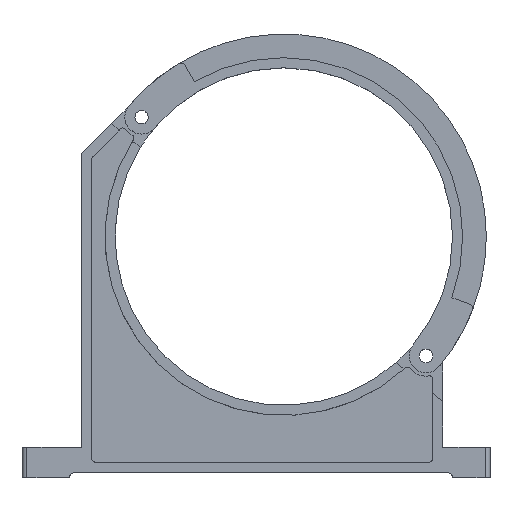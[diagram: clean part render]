
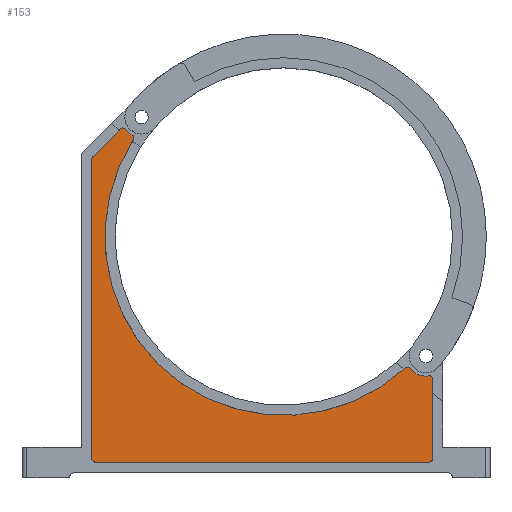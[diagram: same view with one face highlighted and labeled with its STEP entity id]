
A CAD part, top view. The second image highlights one B-rep face of the part: STEP entity #153.
In plain terms, the highlighted planar face has unit normal (0, 0, 1).
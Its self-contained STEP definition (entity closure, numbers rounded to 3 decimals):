
#153 = ADVANCED_FACE( '', ( #393 ), #394, .T. );
#393 = FACE_OUTER_BOUND( '', #727, .T. );
#394 = PLANE( '', #728 );
#727 = EDGE_LOOP( '', ( #1115, #1116, #1117, #1118, #1119, #1120, #1121, #1122, #1123, #1124, #1125, #1126, #1127, #1128 ) );
#728 = AXIS2_PLACEMENT_3D( '', #1129, #1130, #1131 );
#1115 = ORIENTED_EDGE( '', *, *, #2086, .T. );
#1116 = ORIENTED_EDGE( '', *, *, #2087, .T. );
#1117 = ORIENTED_EDGE( '', *, *, #2088, .T. );
#1118 = ORIENTED_EDGE( '', *, *, #2089, .T. );
#1119 = ORIENTED_EDGE( '', *, *, #2090, .T. );
#1120 = ORIENTED_EDGE( '', *, *, #2091, .T. );
#1121 = ORIENTED_EDGE( '', *, *, #2092, .T. );
#1122 = ORIENTED_EDGE( '', *, *, #2093, .F. );
#1123 = ORIENTED_EDGE( '', *, *, #2043, .T. );
#1124 = ORIENTED_EDGE( '', *, *, #2094, .F. );
#1125 = ORIENTED_EDGE( '', *, *, #2095, .T. );
#1126 = ORIENTED_EDGE( '', *, *, #2096, .F. );
#1127 = ORIENTED_EDGE( '', *, *, #2070, .T. );
#1128 = ORIENTED_EDGE( '', *, *, #2097, .T. );
#1129 = CARTESIAN_POINT( '', ( -155.475, 63.748, 4. ) );
#1130 = DIRECTION( '', ( 0., 0., 1. ) );
#1131 = DIRECTION( '', ( 1., 0., 0. ) );
#2043 = EDGE_CURVE( '', #2456, #2454, #2457, .T. );
#2070 = EDGE_CURVE( '', #2503, #2501, #2504, .T. );
#2086 = EDGE_CURVE( '', #2530, #2531, #2532, .T. );
#2087 = EDGE_CURVE( '', #2531, #2533, #2534, .T. );
#2088 = EDGE_CURVE( '', #2533, #2535, #2536, .T. );
#2089 = EDGE_CURVE( '', #2535, #2537, #2538, .T. );
#2090 = EDGE_CURVE( '', #2537, #2539, #2540, .T. );
#2091 = EDGE_CURVE( '', #2539, #2541, #2542, .T. );
#2092 = EDGE_CURVE( '', #2541, #2543, #2544, .T. );
#2093 = EDGE_CURVE( '', #2456, #2543, #2545, .T. );
#2094 = EDGE_CURVE( '', #2546, #2454, #2547, .T. );
#2095 = EDGE_CURVE( '', #2546, #2548, #2549, .T. );
#2096 = EDGE_CURVE( '', #2503, #2548, #2550, .T. );
#2097 = EDGE_CURVE( '', #2501, #2530, #2551, .T. );
#2454 = VERTEX_POINT( '', #3055 );
#2456 = VERTEX_POINT( '', #3058 );
#2457 = CIRCLE( '', #3059, 2.667 );
#2501 = VERTEX_POINT( '', #3115 );
#2503 = VERTEX_POINT( '', #3118 );
#2504 = CIRCLE( '', #3119, 2.667 );
#2530 = VERTEX_POINT( '', #3153 );
#2531 = VERTEX_POINT( '', #3154 );
#2532 = CIRCLE( '', #3155, 4. );
#2533 = VERTEX_POINT( '', #3156 );
#2534 = LINE( '', #3157, #3158 );
#2535 = VERTEX_POINT( '', #3159 );
#2536 = CIRCLE( '', #3160, 4. );
#2537 = VERTEX_POINT( '', #3161 );
#2538 = LINE( '', #3162, #3163 );
#2539 = VERTEX_POINT( '', #3164 );
#2540 = CIRCLE( '', #3165, 4. );
#2541 = VERTEX_POINT( '', #3166 );
#2542 = LINE( '', #3167, #3168 );
#2543 = VERTEX_POINT( '', #3169 );
#2544 = CIRCLE( '', #3170, 2.667 );
#2545 = CIRCLE( '', #3171, 16.8 );
#2546 = VERTEX_POINT( '', #3172 );
#2547 = CIRCLE( '', #3173, 148.4 );
#2548 = VERTEX_POINT( '', #3174 );
#2549 = CIRCLE( '', #3175, 2.667 );
#2550 = CIRCLE( '', #3176, 16.8 );
#2551 = LINE( '', #3177, #3178 );
#3055 = CARTESIAN_POINT( '', ( 100.765, -108.945, 4. ) );
#3058 = CARTESIAN_POINT( '', ( 104.684, -109.271, 4. ) );
#3059 = AXIS2_PLACEMENT_3D( '', #3808, #3809, #3810 );
#3115 = CARTESIAN_POINT( '', ( -135.538, 89.341, 4. ) );
#3118 = CARTESIAN_POINT( '', ( -131.505, 89.036, 4. ) );
#3119 = AXIS2_PLACEMENT_3D( '', #3845, #3846, #3847 );
#3153 = CARTESIAN_POINT( '', ( -158.303, 66.576, 4. ) );
#3154 = CARTESIAN_POINT( '', ( -159.475, 63.748, 4. ) );
#3155 = AXIS2_PLACEMENT_3D( '', #3868, #3869, #3870 );
#3156 = CARTESIAN_POINT( '', ( -159.475, -183.6, 4. ) );
#3157 = CARTESIAN_POINT( '', ( -159.475, 63.748, 4. ) );
#3158 = VECTOR( '', #3871, 1000. );
#3159 = CARTESIAN_POINT( '', ( -155.475, -187.6, 4. ) );
#3160 = AXIS2_PLACEMENT_3D( '', #3872, #3873, #3874 );
#3161 = CARTESIAN_POINT( '', ( 119.571, -187.6, 4. ) );
#3162 = CARTESIAN_POINT( '', ( -155.475, -187.6, 4. ) );
#3163 = VECTOR( '', #3875, 1000. );
#3164 = CARTESIAN_POINT( '', ( 123.571, -183.6, 4. ) );
#3165 = AXIS2_PLACEMENT_3D( '', #3876, #3877, #3878 );
#3166 = CARTESIAN_POINT( '', ( 123.571, -118.234, 4. ) );
#3167 = CARTESIAN_POINT( '', ( 123.571, -183.6, 4. ) );
#3168 = VECTOR( '', #3879, 1000. );
#3169 = CARTESIAN_POINT( '', ( 120.502, -115.597, 4. ) );
#3170 = AXIS2_PLACEMENT_3D( '', #3880, #3881, #3882 );
#3171 = AXIS2_PLACEMENT_3D( '', #3883, #3884, #3885 );
#3172 = CARTESIAN_POINT( '', ( -124.788, 80.316, 4. ) );
#3173 = AXIS2_PLACEMENT_3D( '', #3886, #3887, #3888 );
#3174 = CARTESIAN_POINT( '', ( -125.789, 84.119, 4. ) );
#3175 = AXIS2_PLACEMENT_3D( '', #3889, #3890, #3891 );
#3176 = AXIS2_PLACEMENT_3D( '', #3892, #3893, #3894 );
#3177 = CARTESIAN_POINT( '', ( -135.538, 89.341, 4. ) );
#3178 = VECTOR( '', #3895, 1000. );
#3808 = CARTESIAN_POINT( '', ( 102.575, -110.903, 4. ) );
#3809 = DIRECTION( '', ( 0., 0., 1. ) );
#3810 = DIRECTION( '', ( 1., 0., 0. ) );
#3845 = CARTESIAN_POINT( '', ( -133.653, 87.456, 4. ) );
#3846 = DIRECTION( '', ( 0., 0., 1. ) );
#3847 = DIRECTION( '', ( 1., 0., 0. ) );
#3868 = CARTESIAN_POINT( '', ( -155.475, 63.748, 4. ) );
#3869 = DIRECTION( '', ( 0., 0., 1. ) );
#3870 = DIRECTION( '', ( 1., 0., 0. ) );
#3871 = DIRECTION( '', ( 0., -1., 0. ) );
#3872 = CARTESIAN_POINT( '', ( -155.475, -183.6, 4. ) );
#3873 = DIRECTION( '', ( 0., 0., 1. ) );
#3874 = DIRECTION( '', ( 1., 0., 0. ) );
#3875 = DIRECTION( '', ( 1., 0., 0. ) );
#3876 = CARTESIAN_POINT( '', ( 119.571, -183.6, 4. ) );
#3877 = DIRECTION( '', ( 0., 0., 1. ) );
#3878 = DIRECTION( '', ( 1., 0., 0. ) );
#3879 = DIRECTION( '', ( 0., 1., 0. ) );
#3880 = CARTESIAN_POINT( '', ( 120.904, -118.234, 4. ) );
#3881 = DIRECTION( '', ( 0., 0., 1. ) );
#3882 = DIRECTION( '', ( 1., 0., 0. ) );
#3883 = CARTESIAN_POINT( '', ( 117.971, -98.989, 4. ) );
#3884 = DIRECTION( '', ( 0., 0., 1. ) );
#3885 = DIRECTION( '', ( 1., 0., 0. ) );
#3886 = CARTESIAN_POINT( '', ( 0., 0., 4. ) );
#3887 = DIRECTION( '', ( 0., 0., 1. ) );
#3888 = DIRECTION( '', ( 1., 0., 0. ) );
#3889 = CARTESIAN_POINT( '', ( -127.03, 81.759, 4. ) );
#3890 = DIRECTION( '', ( 0., 0., 1. ) );
#3891 = DIRECTION( '', ( 1., 0., 0. ) );
#3892 = CARTESIAN_POINT( '', ( -117.971, 98.989, 4. ) );
#3893 = DIRECTION( '', ( 0., 0., 1. ) );
#3894 = DIRECTION( '', ( 1., 0., 0. ) );
#3895 = DIRECTION( '', ( -0.707, -0.707, 0. ) );
